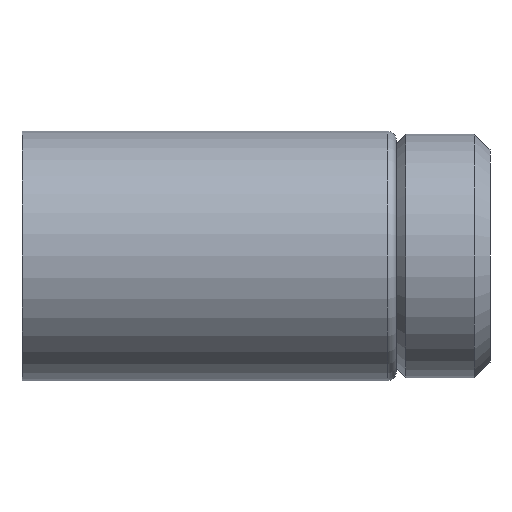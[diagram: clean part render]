
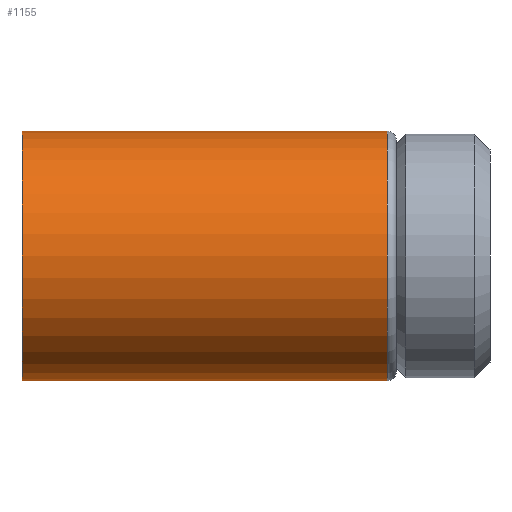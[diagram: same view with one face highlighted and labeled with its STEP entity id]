
A CAD part, left-side view. The second image highlights one B-rep face of the part: STEP entity #1155.
In plain terms, the highlighted cylindrical face has radius 4 mm (diameter 8 mm), a partial arc.
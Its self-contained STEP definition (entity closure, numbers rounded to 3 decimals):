
#279 = LINE ( 'NONE', #1730, #851 ) ;
#283 = LINE ( 'NONE', #1741, #845 ) ;
#448 = FACE_OUTER_BOUND ( 'NONE', #596, .T. ) ;
#452 = CYLINDRICAL_SURFACE ( 'NONE', #2519, 4. ) ;
#596 = EDGE_LOOP ( 'NONE', ( #1234, #1210, #1256, #1204 ) ) ;
#751 = EDGE_CURVE ( 'NONE', #1547, #1548, #1369, .T. ) ;
#755 = EDGE_CURVE ( 'NONE', #1543, #1492, #1387, .T. ) ;
#845 = VECTOR ( 'NONE', #1742, 1000. ) ;
#851 = VECTOR ( 'NONE', #1731, 1000. ) ;
#913 = CARTESIAN_POINT ( 'NONE',  ( 0., 0.4, 0. ) ) ;
#914 = DIRECTION ( 'NONE',  ( 0., 1., 0. ) ) ;
#915 = DIRECTION ( 'NONE',  ( 0., 0., -1. ) ) ;
#1003 = CARTESIAN_POINT ( 'NONE',  ( 0., 12.1, 0. ) ) ;
#1014 = DIRECTION ( 'NONE',  ( 0., 1., 0. ) ) ;
#1017 = DIRECTION ( 'NONE',  ( 0., 0., 1. ) ) ;
#1049 = EDGE_CURVE ( 'NONE', #1492, #1548, #279, .T. ) ;
#1054 = EDGE_CURVE ( 'NONE', #1543, #1547, #283, .T. ) ;
#1155 = ADVANCED_FACE ( 'NONE', ( #448 ), #452, .T. ) ;
#1204 = ORIENTED_EDGE ( 'NONE', *, *, #751, .F. ) ;
#1210 = ORIENTED_EDGE ( 'NONE', *, *, #755, .T. ) ;
#1234 = ORIENTED_EDGE ( 'NONE', *, *, #1054, .F. ) ;
#1256 = ORIENTED_EDGE ( 'NONE', *, *, #1049, .T. ) ;
#1369 = CIRCLE ( 'NONE', #1380, 4. ) ;
#1380 = AXIS2_PLACEMENT_3D ( 'NONE', #1003, #1014, #1017 ) ;
#1387 = CIRCLE ( 'NONE', #1388, 4. ) ;
#1388 = AXIS2_PLACEMENT_3D ( 'NONE', #913, #914, #915 ) ;
#1492 = VERTEX_POINT ( 'NONE', #3078 ) ;
#1543 = VERTEX_POINT ( 'NONE', #3129 ) ;
#1547 = VERTEX_POINT ( 'NONE', #3133 ) ;
#1548 = VERTEX_POINT ( 'NONE', #3134 ) ;
#1730 = CARTESIAN_POINT ( 'NONE',  ( 0., 0., 4. ) ) ;
#1731 = DIRECTION ( 'NONE',  ( 0., 1., 0. ) ) ;
#1741 = CARTESIAN_POINT ( 'NONE',  ( 0., 0., -4. ) ) ;
#1742 = DIRECTION ( 'NONE',  ( 0., 1., 0. ) ) ;
#2240 = CARTESIAN_POINT ( 'NONE',  ( 0., 0., 0. ) ) ;
#2241 = DIRECTION ( 'NONE',  ( 0., 1., 0. ) ) ;
#2242 = DIRECTION ( 'NONE',  ( 0., 0., 1. ) ) ;
#2519 = AXIS2_PLACEMENT_3D ( 'NONE', #2240, #2241, #2242 ) ;
#3078 = CARTESIAN_POINT ( 'NONE',  ( 0., 0.4, 4. ) ) ;
#3129 = CARTESIAN_POINT ( 'NONE',  ( 0., 0.4, -4. ) ) ;
#3133 = CARTESIAN_POINT ( 'NONE',  ( 0., 12.1, -4. ) ) ;
#3134 = CARTESIAN_POINT ( 'NONE',  ( 0., 12.1, 4. ) ) ;
